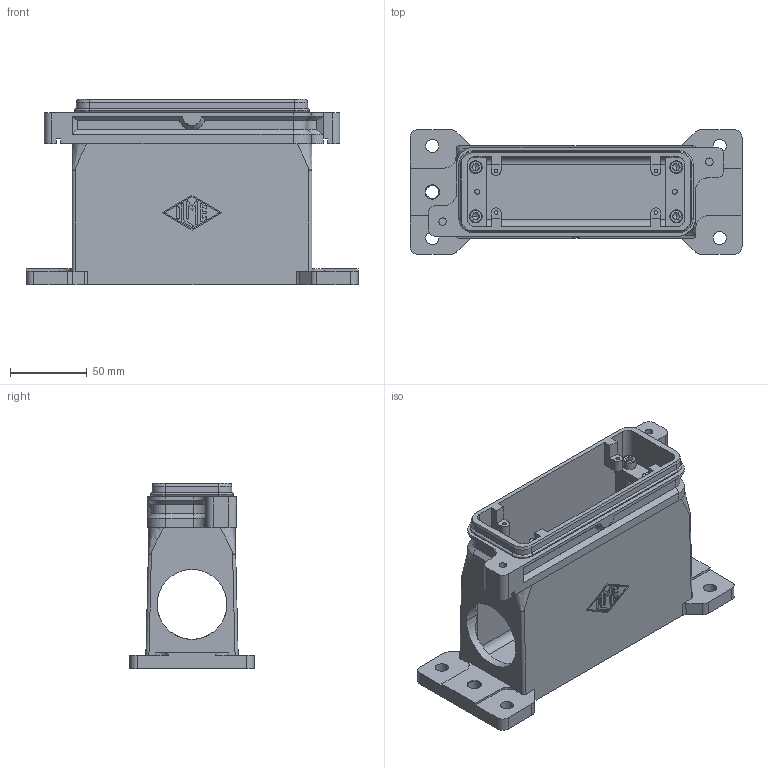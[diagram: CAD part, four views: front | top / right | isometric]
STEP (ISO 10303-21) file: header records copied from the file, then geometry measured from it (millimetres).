
FILE_DESCRIPTION(('CoCreate Modeling STEP Export'),'2;1');
FILE_NAME('CGP 24.236.stp','2009-06-05T11:04:19',(''),(''),'CoCreate Modeling STEP processor for AP214 (Solid Model)','CoCreate Modeling 16.00A 16-Aug-2008 (C) Parametric Technology GmbH','');
FILE_SCHEMA(('AUTOMOTIVE_DESIGN { 1 0 10303 214 1 1 1 1 }'));
Length unit declared in the file: millimetre
Products named in the file (2): MSBO9873
Assembly tree (1 placements, depth 2):
  MSBO9873
    MSBO9873
Bounding box: 216 x 81 x 121 mm (x, y, z)
Volume: 411828 mm3; surface area: 134411 mm2
Topology: 1 solids, 8 shells, 503 faces, 1313 edges, 826 vertices
Faces by surface type: plane 265, cylinder 174, cone 32, torus 24, bspline 4, sphere 4
Entity records: 19277 total; most frequent: CARTESIAN_POINT 3355, ORIENTED_EDGE 2606, DIRECTION 2317, EDGE_CURVE 1301, VERTEX_POINT 826, VECTOR 801, LINE 801, AXIS2_PLACEMENT_3D 758
